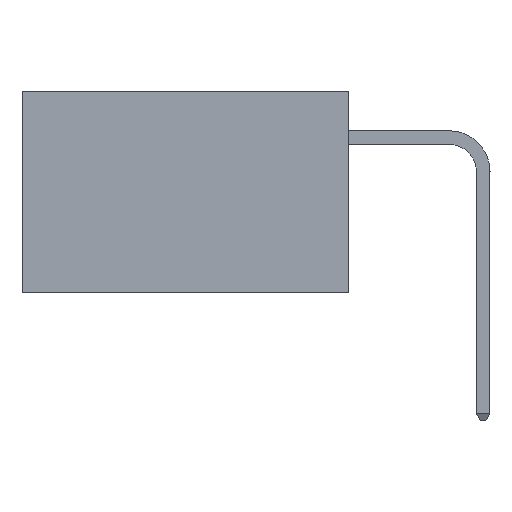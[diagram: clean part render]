
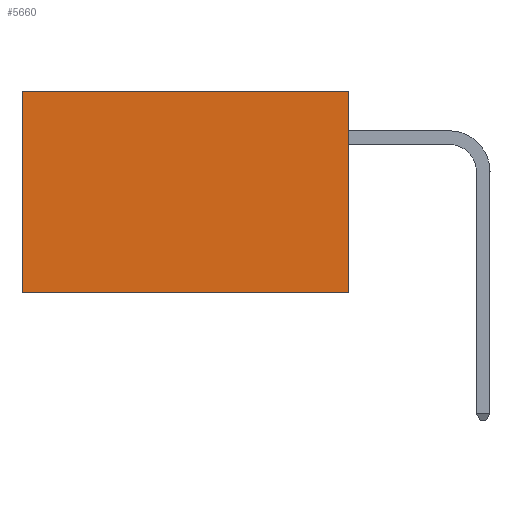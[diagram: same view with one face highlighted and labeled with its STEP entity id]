
A CAD part, left-side view. The second image highlights one B-rep face of the part: STEP entity #5660.
In plain terms, the highlighted planar face has unit normal (-1, 0, 0).
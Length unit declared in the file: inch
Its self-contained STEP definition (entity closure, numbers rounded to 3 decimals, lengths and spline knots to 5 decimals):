
#2408 = EDGE_CURVE ( 'NONE', #23473, #12334, #25749, .T. ) ;
#2689 = PLANE ( 'NONE',  #10875 ) ;
#5149 = VECTOR ( 'NONE', #30080, 39.37008 ) ;
#5196 = VECTOR ( 'NONE', #12360, 39.37008 ) ;
#5365 = CARTESIAN_POINT ( 'NONE',  ( 0.2875, 0., 0. ) ) ;
#5435 = EDGE_CURVE ( 'NONE', #11973, #12334, #26790, .T. ) ;
#5660 = ADVANCED_FACE ( 'NONE', ( #25567 ), #2689, .F. ) ;
#5979 = LINE ( 'NONE', #22232, #5149 ) ;
#7825 = CARTESIAN_POINT ( 'NONE',  ( 0.2875, 0.6, -0.37 ) ) ;
#8005 = ORIENTED_EDGE ( 'NONE', *, *, #20599, .T. ) ;
#8014 = DIRECTION ( 'NONE',  ( 1., 0., 0. ) ) ;
#8493 = ORIENTED_EDGE ( 'NONE', *, *, #5435, .F. ) ;
#9213 = EDGE_CURVE ( 'NONE', #15812, #11973, #20492, .T. ) ;
#9654 = DIRECTION ( 'NONE',  ( 0., 0., -1. ) ) ;
#10875 = AXIS2_PLACEMENT_3D ( 'NONE', #5365, #8014, #26197 ) ;
#11608 = CARTESIAN_POINT ( 'NONE',  ( 0.2875, 0.6, 0. ) ) ;
#11973 = VERTEX_POINT ( 'NONE', #27039 ) ;
#12334 = VERTEX_POINT ( 'NONE', #7825 ) ;
#12360 = DIRECTION ( 'NONE',  ( 0., 1., 0. ) ) ;
#13121 = ORIENTED_EDGE ( 'NONE', *, *, #2408, .T. ) ;
#14502 = DIRECTION ( 'NONE',  ( 0., 0., -1. ) ) ;
#15812 = VERTEX_POINT ( 'NONE', #21564 ) ;
#18039 = VECTOR ( 'NONE', #9654, 39.37008 ) ;
#19736 = CARTESIAN_POINT ( 'NONE',  ( 0.2875, 0., 0. ) ) ;
#20485 = EDGE_LOOP ( 'NONE', ( #13121, #8493, #30474, #8005 ) ) ;
#20492 = LINE ( 'NONE', #19736, #33551 ) ;
#20599 = EDGE_CURVE ( 'NONE', #15812, #23473, #5979, .T. ) ;
#21564 = CARTESIAN_POINT ( 'NONE',  ( 0.2875, 0., 0. ) ) ;
#22232 = CARTESIAN_POINT ( 'NONE',  ( 0.2875, 0., 0. ) ) ;
#23473 = VERTEX_POINT ( 'NONE', #23550 ) ;
#23550 = CARTESIAN_POINT ( 'NONE',  ( 0.2875, 0.6, 0. ) ) ;
#25567 = FACE_OUTER_BOUND ( 'NONE', #20485, .T. ) ;
#25749 = LINE ( 'NONE', #11608, #18039 ) ;
#26197 = DIRECTION ( 'NONE',  ( 0., 0., -1. ) ) ;
#26790 = LINE ( 'NONE', #27917, #5196 ) ;
#27039 = CARTESIAN_POINT ( 'NONE',  ( 0.2875, 0., -0.37 ) ) ;
#27917 = CARTESIAN_POINT ( 'NONE',  ( 0.2875, 0., -0.37 ) ) ;
#30080 = DIRECTION ( 'NONE',  ( 0., 1., 0. ) ) ;
#30474 = ORIENTED_EDGE ( 'NONE', *, *, #9213, .F. ) ;
#33551 = VECTOR ( 'NONE', #14502, 39.37008 ) ;
